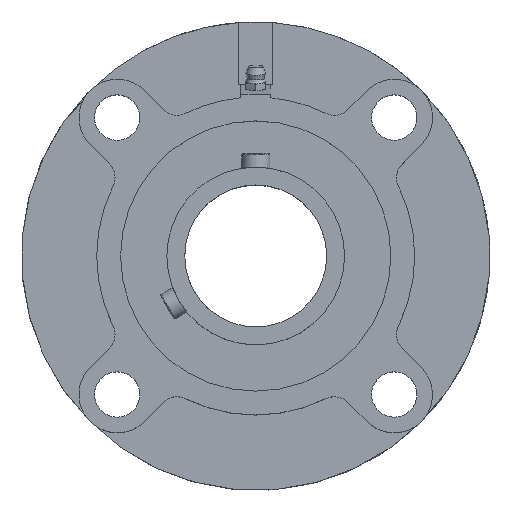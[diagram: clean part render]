
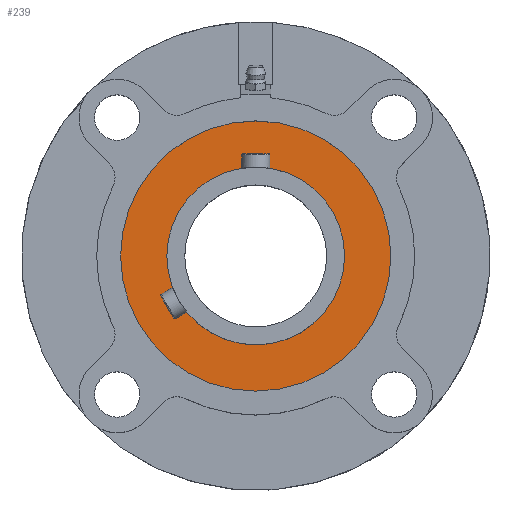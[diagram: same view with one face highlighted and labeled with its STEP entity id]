
A CAD part, top view. The second image highlights one B-rep face of the part: STEP entity #239.
In plain terms, the highlighted planar face has unit normal (0, 0, 1).
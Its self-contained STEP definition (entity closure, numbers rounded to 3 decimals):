
#239 = ADVANCED_FACE( '', ( #537, #538 ), #539, .T. );
#537 = FACE_BOUND( '', #910, .T. );
#538 = FACE_OUTER_BOUND( '', #911, .T. );
#539 = PLANE( '', #912 );
#910 = EDGE_LOOP( '', ( #1472 ) );
#911 = EDGE_LOOP( '', ( #1473 ) );
#912 = AXIS2_PLACEMENT_3D( '', #1474, #1475, #1476 );
#1472 = ORIENTED_EDGE( '', *, *, #2115, .F. );
#1473 = ORIENTED_EDGE( '', *, *, #2088, .T. );
#1474 = CARTESIAN_POINT( '', ( 0., 0., 22.4 ) );
#1475 = DIRECTION( '', ( 0., 0., 1. ) );
#1476 = DIRECTION( '', ( 1., 0., 0. ) );
#2088 = EDGE_CURVE( '', #2485, #2485, #2486, .T. );
#2115 = EDGE_CURVE( '', #2526, #2526, #2527, .T. );
#2485 = VERTEX_POINT( '', #3252 );
#2486 = CIRCLE( '', #3253, 47.6 );
#2526 = VERTEX_POINT( '', #3329 );
#2527 = CIRCLE( '', #3330, 31.3 );
#3252 = CARTESIAN_POINT( '', ( 47.6, 0., 22.4 ) );
#3253 = AXIS2_PLACEMENT_3D( '', #3996, #3997, #3998 );
#3329 = CARTESIAN_POINT( '', ( 31.3, 0., 22.4 ) );
#3330 = AXIS2_PLACEMENT_3D( '', #4020, #4021, #4022 );
#3996 = CARTESIAN_POINT( '', ( 0., 0., 22.4 ) );
#3997 = DIRECTION( '', ( 0., 0., 1. ) );
#3998 = DIRECTION( '', ( 1., 0., 0. ) );
#4020 = CARTESIAN_POINT( '', ( 0., 0., 22.4 ) );
#4021 = DIRECTION( '', ( 0., 0., 1. ) );
#4022 = DIRECTION( '', ( 1., 0., 0. ) );
